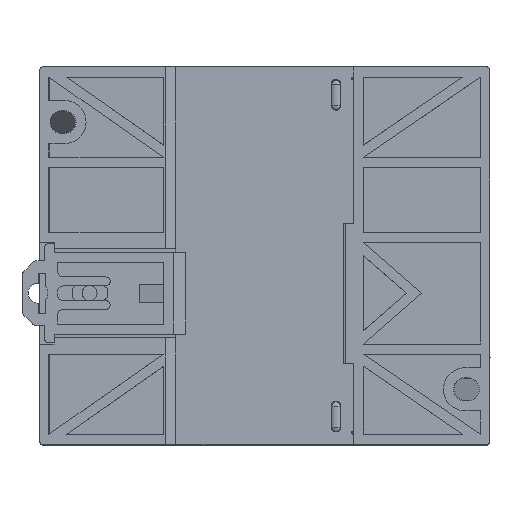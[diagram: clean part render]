
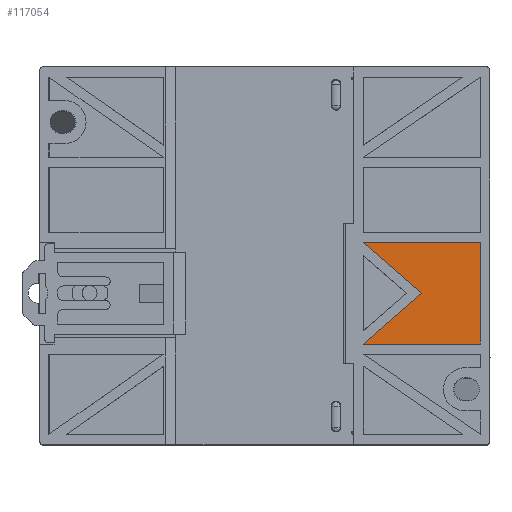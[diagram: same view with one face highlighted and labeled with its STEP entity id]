
A CAD part, top view. The second image highlights one B-rep face of the part: STEP entity #117054.
In plain terms, the highlighted planar face has unit normal (0, 0, 1).
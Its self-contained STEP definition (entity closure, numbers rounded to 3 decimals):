
#45077=DIRECTION('',(-0.755,0.655,0.));
#45078=VECTOR('',#45077,15.421);
#45079=CARTESIAN_POINT('',(55.899,21.481,-13.));
#45080=LINE('',#45079,#45078);
#45081=DIRECTION('',(1.,0.,0.));
#45082=VECTOR('',#45081,23.35);
#45083=CARTESIAN_POINT('',(44.25,31.631,-13.));
#45084=LINE('',#45083,#45082);
#45085=DIRECTION('',(0.,-1.,0.));
#45086=VECTOR('',#45085,20.3);
#45087=CARTESIAN_POINT('',(67.6,31.631,-13.));
#45088=LINE('',#45087,#45086);
#45089=DIRECTION('',(-1.,0.,0.));
#45090=VECTOR('',#45089,23.35);
#45091=CARTESIAN_POINT('',(67.6,11.331,-13.));
#45092=LINE('',#45091,#45090);
#45093=DIRECTION('',(0.755,0.655,0.));
#45094=VECTOR('',#45093,15.421);
#45095=CARTESIAN_POINT('',(44.25,11.377,-13.));
#45096=LINE('',#45095,#45094);
#45105=DIRECTION('',(0.,-1.,0.));
#45106=VECTOR('',#45105,0.045);
#45107=CARTESIAN_POINT('',(44.25,11.377,-13.));
#45108=LINE('',#45107,#45106);
#45113=DIRECTION('',(0.,-1.,0.));
#45114=VECTOR('',#45113,0.045);
#45115=CARTESIAN_POINT('',(44.25,31.631,-13.));
#45116=LINE('',#45115,#45114);
#80422=CARTESIAN_POINT('',(44.25,31.631,-13.));
#80423=VERTEX_POINT('',#80422);
#80426=CARTESIAN_POINT('',(67.6,31.631,-13.));
#80427=VERTEX_POINT('',#80426);
#80428=CARTESIAN_POINT('',(67.6,11.331,-13.));
#80429=VERTEX_POINT('',#80428);
#80430=CARTESIAN_POINT('',(44.25,11.331,-13.));
#80431=VERTEX_POINT('',#80430);
#80432=CARTESIAN_POINT('',(55.899,21.481,-13.));
#80433=CARTESIAN_POINT('',(44.25,31.586,-13.));
#80434=VERTEX_POINT('',#80432);
#80435=VERTEX_POINT('',#80433);
#80436=CARTESIAN_POINT('',(44.25,11.377,-13.));
#80437=VERTEX_POINT('',#80436);
#117036=CARTESIAN_POINT('',(55.925,21.481,-13.));
#117037=DIRECTION('',(0.,0.,1.));
#117038=DIRECTION('',(1.,0.,0.));
#117039=AXIS2_PLACEMENT_3D('',#117036,#117037,#117038);
#117040=PLANE('',#117039);
#117042=ORIENTED_EDGE('',*,*,#117041,.T.);
#117044=ORIENTED_EDGE('',*,*,#117043,.F.);
#117045=ORIENTED_EDGE('',*,*,#116980,.T.);
#117046=ORIENTED_EDGE('',*,*,#117002,.T.);
#117047=ORIENTED_EDGE('',*,*,#117020,.T.);
#117049=ORIENTED_EDGE('',*,*,#117048,.F.);
#117051=ORIENTED_EDGE('',*,*,#117050,.T.);
#117052=EDGE_LOOP('',(#117042,#117044,#117045,#117046,#117047,#117049,#117051));
#117053=FACE_OUTER_BOUND('',#117052,.F.);
#116980=EDGE_CURVE('',#80423,#80427,#45084,.T.);
#117002=EDGE_CURVE('',#80427,#80429,#45088,.T.);
#117020=EDGE_CURVE('',#80429,#80431,#45092,.T.);
#117041=EDGE_CURVE('',#80434,#80435,#45080,.T.);
#117043=EDGE_CURVE('',#80423,#80435,#45116,.T.);
#117048=EDGE_CURVE('',#80437,#80431,#45108,.T.);
#117050=EDGE_CURVE('',#80437,#80434,#45096,.T.);
#117054=ADVANCED_FACE('',(#117053),#117040,.T.);
